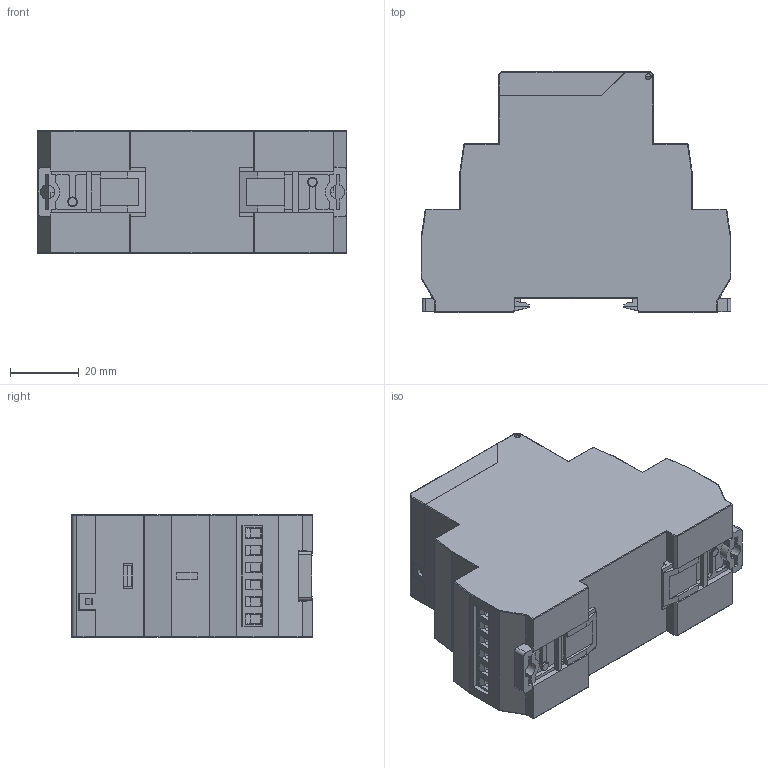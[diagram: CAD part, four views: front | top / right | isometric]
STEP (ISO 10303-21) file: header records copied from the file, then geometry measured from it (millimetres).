
FILE_DESCRIPTION (( 'STEP AP214' ), '1' );
FILE_NAME ('GEYA_GRV8-S_3D.STEP', '2023-06-27T06:10:16', ( '' ), ( '' ), 'SwSTEP 2.0', 'SolidWorks 2016', '' );
FILE_SCHEMA (( 'AUTOMOTIVE_DESIGN' ));
Length unit declared in the file: millimetre
Products named in the file (1): GEYA_GRV8-S_3D
Bounding box: 90 x 70.03 x 35.6 mm (x, y, z)
Volume: 150090.3 mm3; surface area: 39144 mm2
Topology: 2 solids, 26 shells, 1160 faces, 2938 edges, 1847 vertices
Faces by surface type: plane 762, cylinder 322, torus 44, cone 24, sphere 8
Entity records: 46692 total; most frequent: CARTESIAN_POINT 6127, ORIENTED_EDGE 5860, DIRECTION 5853, EDGE_CURVE 2930, VECTOR 2203, LINE 2203, VERTEX_POINT 1847, AXIS2_PLACEMENT_3D 1825
